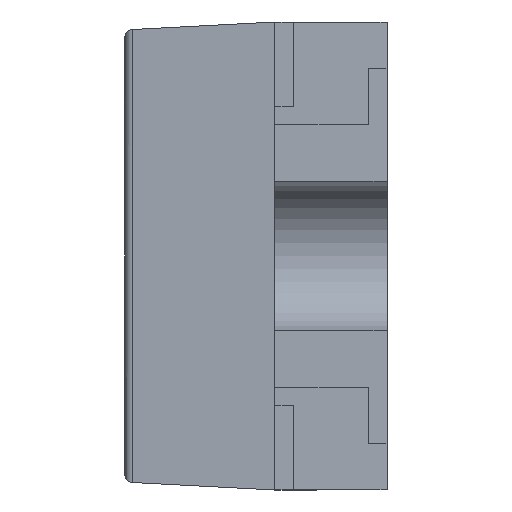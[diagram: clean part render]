
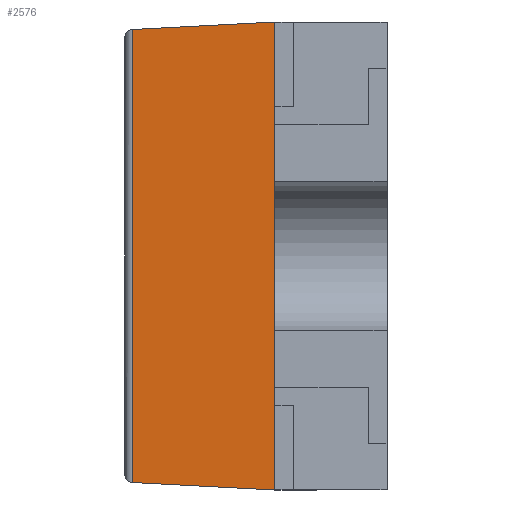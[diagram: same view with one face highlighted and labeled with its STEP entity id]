
A CAD part, left-side view. The second image highlights one B-rep face of the part: STEP entity #2576.
In plain terms, the highlighted planar face has unit normal (-0.999, 0.052, 0).
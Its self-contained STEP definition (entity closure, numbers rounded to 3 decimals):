
#62 = VECTOR ( 'NONE', #139, 1000. ) ;
#139 = DIRECTION ( 'NONE',  ( 0., 0., 1. ) ) ;
#175 = CARTESIAN_POINT ( 'NONE',  ( -0.7, 0.15, -0.625 ) ) ;
#185 = EDGE_CURVE ( 'NONE', #2456, #1892, #1730, .T. ) ;
#186 = ORIENTED_EDGE ( 'NONE', *, *, #2713, .T. ) ;
#213 = VECTOR ( 'NONE', #1146, 1000. ) ;
#289 = CARTESIAN_POINT ( 'NONE',  ( -0.7, 0.15, -0.625 ) ) ;
#390 = EDGE_LOOP ( 'NONE', ( #1503, #1774, #3387, #186, #1094, #2687, #3003, #1737 ) ) ;
#531 = CARTESIAN_POINT ( 'NONE',  ( -0.68, 0.531, 0.605 ) ) ;
#676 = LINE ( 'NONE', #175, #2197 ) ;
#678 = DIRECTION ( 'NONE',  ( -0.052, -0.997, -0.052 ) ) ;
#720 = VERTEX_POINT ( 'NONE', #1789 ) ;
#728 = EDGE_CURVE ( 'NONE', #1296, #1892, #1157, .T. ) ;
#811 = CARTESIAN_POINT ( 'NONE',  ( -0.7, 0.15, -0.625 ) ) ;
#821 = FACE_OUTER_BOUND ( 'NONE', #390, .T. ) ;
#866 = VERTEX_POINT ( 'NONE', #992 ) ;
#916 = LINE ( 'NONE', #3175, #3066 ) ;
#933 = VECTOR ( 'NONE', #678, 1000. ) ;
#946 = DIRECTION ( 'NONE',  ( 0., 0., 1. ) ) ;
#980 = CARTESIAN_POINT ( 'NONE',  ( -0.68, 0.531, -0.605 ) ) ;
#992 = CARTESIAN_POINT ( 'NONE',  ( -0.7, 0.15, 0.18 ) ) ;
#1019 = CARTESIAN_POINT ( 'NONE',  ( -0.7, 0.15, 0.265 ) ) ;
#1075 = DIRECTION ( 'NONE',  ( 0., 0., -1. ) ) ;
#1085 = AXIS2_PLACEMENT_3D ( 'NONE', #811, #3047, #1294 ) ;
#1087 = DIRECTION ( 'NONE',  ( 0., 0., 1. ) ) ;
#1094 = ORIENTED_EDGE ( 'NONE', *, *, #2574, .T. ) ;
#1114 = CARTESIAN_POINT ( 'NONE',  ( -0.7, 0.15, -0.625 ) ) ;
#1146 = DIRECTION ( 'NONE',  ( -0.052, -0.997, 0.052 ) ) ;
#1157 = LINE ( 'NONE', #2074, #2564 ) ;
#1192 = VECTOR ( 'NONE', #1075, 1000. ) ;
#1225 = DIRECTION ( 'NONE',  ( 0., 0., 1. ) ) ;
#1294 = DIRECTION ( 'NONE',  ( -0.052, -0.999, 0. ) ) ;
#1296 = VERTEX_POINT ( 'NONE', #1019 ) ;
#1306 = VERTEX_POINT ( 'NONE', #3430 ) ;
#1503 = ORIENTED_EDGE ( 'NONE', *, *, #185, .F. ) ;
#1539 = LINE ( 'NONE', #2766, #2282 ) ;
#1580 = PLANE ( 'NONE',  #1085 ) ;
#1617 = EDGE_CURVE ( 'NONE', #2456, #1902, #3324, .T. ) ;
#1715 = VERTEX_POINT ( 'NONE', #289 ) ;
#1730 = LINE ( 'NONE', #2117, #213 ) ;
#1737 = ORIENTED_EDGE ( 'NONE', *, *, #728, .T. ) ;
#1746 = EDGE_CURVE ( 'NONE', #1306, #866, #676, .T. ) ;
#1774 = ORIENTED_EDGE ( 'NONE', *, *, #1617, .T. ) ;
#1775 = LINE ( 'NONE', #2088, #933 ) ;
#1789 = CARTESIAN_POINT ( 'NONE',  ( -0.7, 0.15, -0.265 ) ) ;
#1892 = VERTEX_POINT ( 'NONE', #3345 ) ;
#1902 = VERTEX_POINT ( 'NONE', #980 ) ;
#1968 = CARTESIAN_POINT ( 'NONE',  ( -0.68, 0.531, -0.625 ) ) ;
#1998 = DIRECTION ( 'NONE',  ( 0., 0., 1. ) ) ;
#2074 = CARTESIAN_POINT ( 'NONE',  ( -0.7, 0.15, -0.625 ) ) ;
#2088 = CARTESIAN_POINT ( 'NONE',  ( -0.7, 0.15, -0.625 ) ) ;
#2117 = CARTESIAN_POINT ( 'NONE',  ( -0.696, 0.223, 0.621 ) ) ;
#2197 = VECTOR ( 'NONE', #1998, 1000. ) ;
#2282 = VECTOR ( 'NONE', #1087, 1000. ) ;
#2322 = LINE ( 'NONE', #1114, #62 ) ;
#2339 = EDGE_CURVE ( 'NONE', #866, #1296, #916, .T. ) ;
#2456 = VERTEX_POINT ( 'NONE', #531 ) ;
#2564 = VECTOR ( 'NONE', #946, 1000. ) ;
#2574 = EDGE_CURVE ( 'NONE', #720, #1306, #2322, .T. ) ;
#2576 = ADVANCED_FACE ( 'NONE', ( #821 ), #1580, .T. ) ;
#2687 = ORIENTED_EDGE ( 'NONE', *, *, #1746, .T. ) ;
#2713 = EDGE_CURVE ( 'NONE', #1715, #720, #1539, .T. ) ;
#2766 = CARTESIAN_POINT ( 'NONE',  ( -0.7, 0.15, -0.625 ) ) ;
#3003 = ORIENTED_EDGE ( 'NONE', *, *, #2339, .T. ) ;
#3047 = DIRECTION ( 'NONE',  ( -0.999, 0.052, 0. ) ) ;
#3066 = VECTOR ( 'NONE', #1225, 1000. ) ;
#3175 = CARTESIAN_POINT ( 'NONE',  ( -0.7, 0.15, -0.625 ) ) ;
#3324 = LINE ( 'NONE', #1968, #1192 ) ;
#3345 = CARTESIAN_POINT ( 'NONE',  ( -0.7, 0.15, 0.625 ) ) ;
#3387 = ORIENTED_EDGE ( 'NONE', *, *, #3561, .T. ) ;
#3430 = CARTESIAN_POINT ( 'NONE',  ( -0.7, 0.15, -0.18 ) ) ;
#3561 = EDGE_CURVE ( 'NONE', #1902, #1715, #1775, .T. ) ;
